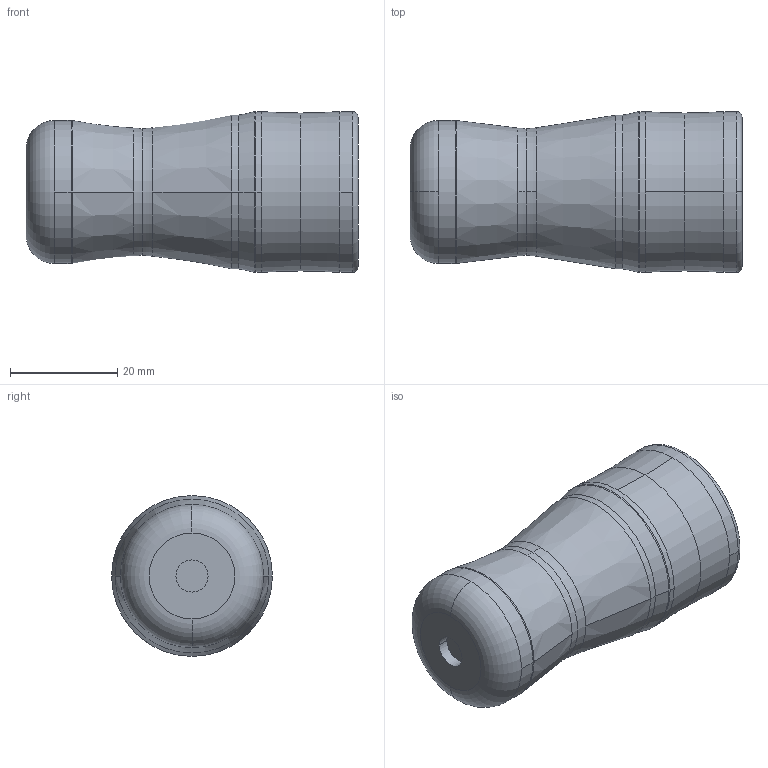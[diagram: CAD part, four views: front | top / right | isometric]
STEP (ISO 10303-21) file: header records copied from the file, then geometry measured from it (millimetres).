
FILE_DESCRIPTION(('STEP AP242'),'1');
FILE_NAME('connector_xzcc23fdp120s.stp','2020-02-03T08:30:31',('TraceParts'),('TraceParts S.A.'),'Spatial InterOp 3D',' ',' ');
FILE_SCHEMA(('AP242_MANAGED_MODEL_BASED_3D_ENGINEERING_MIM_LF {1 0 10303 442 1 1 4}'));
Length unit declared in the file: millimetre
Products named in the file (1): connector_xzcc23fdp120s
Bounding box: 61.91 x 30 x 30 mm (x, y, z)
Volume: 32087.3 mm3; surface area: 7040.4 mm2
Topology: 1 solids, 1 shells, 38 faces, 96 edges, 62 vertices
Faces by surface type: torus 16, cylinder 10, cone 8, plane 4
Entity records: 1205 total; most frequent: DIRECTION 252, CARTESIAN_POINT 197, ORIENTED_EDGE 192, AXIS2_PLACEMENT_3D 117, EDGE_CURVE 96, CIRCLE 78, VERTEX_POINT 62, EDGE_LOOP 40
